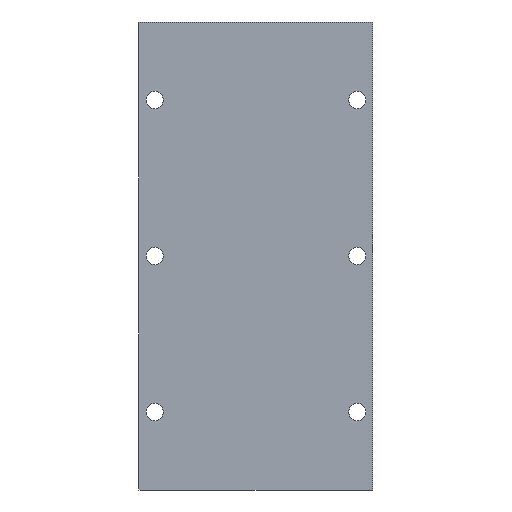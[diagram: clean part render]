
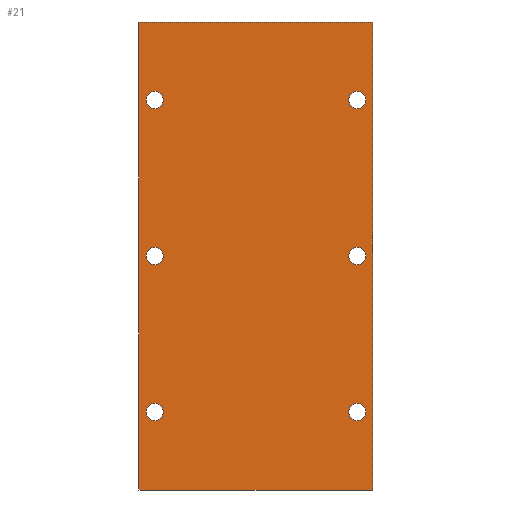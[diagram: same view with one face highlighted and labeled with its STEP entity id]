
A CAD part, front view. The second image highlights one B-rep face of the part: STEP entity #21.
In plain terms, the highlighted planar face has unit normal (0, -1, 0).
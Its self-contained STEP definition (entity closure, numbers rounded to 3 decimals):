
#21 = ADVANCED_FACE ( 'NONE', ( #2193, #1421, #2626, #2667, #1832, #599, #375 ), #1168, .F. ) ;
#39 = CARTESIAN_POINT ( 'NONE',  ( -32.5, 0., 0. ) ) ;
#69 = DIRECTION ( 'NONE',  ( 0., 0., 1. ) ) ;
#78 = DIRECTION ( 'NONE',  ( 0., 1., 0. ) ) ;
#88 = ORIENTED_EDGE ( 'NONE', *, *, #1153, .T. ) ;
#134 = DIRECTION ( 'NONE',  ( 0., 0., 1. ) ) ;
#140 = EDGE_CURVE ( 'NONE', #1703, #1291, #2289, .T. ) ;
#169 = VECTOR ( 'NONE', #481, 1000. ) ;
#183 = CARTESIAN_POINT ( 'NONE',  ( 32.5, 0., 2.75 ) ) ;
#189 = EDGE_CURVE ( 'NONE', #1553, #729, #319, .T. ) ;
#194 = EDGE_LOOP ( 'NONE', ( #880, #352 ) ) ;
#199 = EDGE_CURVE ( 'NONE', #688, #943, #2147, .T. ) ;
#227 = AXIS2_PLACEMENT_3D ( 'NONE', #2652, #993, #2387 ) ;
#275 = ORIENTED_EDGE ( 'NONE', *, *, #1535, .T. ) ;
#279 = AXIS2_PLACEMENT_3D ( 'NONE', #2429, #966, #2655 ) ;
#299 = DIRECTION ( 'NONE',  ( 0., 1., 0. ) ) ;
#300 = CIRCLE ( 'NONE', #1801, 2.75 ) ;
#319 = CIRCLE ( 'NONE', #1111, 2.75 ) ;
#352 = ORIENTED_EDGE ( 'NONE', *, *, #747, .T. ) ;
#356 = ORIENTED_EDGE ( 'NONE', *, *, #189, .T. ) ;
#375 = FACE_OUTER_BOUND ( 'NONE', #475, .T. ) ;
#430 = CIRCLE ( 'NONE', #1076, 2.75 ) ;
#448 = EDGE_CURVE ( 'NONE', #738, #2082, #1044, .T. ) ;
#475 = EDGE_LOOP ( 'NONE', ( #1298, #1123, #1310, #275 ) ) ;
#481 = DIRECTION ( 'NONE',  ( 0., 0., -1. ) ) ;
#525 = CIRCLE ( 'NONE', #653, 2.75 ) ;
#552 = CARTESIAN_POINT ( 'NONE',  ( 37.5, 0., 75. ) ) ;
#599 = FACE_BOUND ( 'NONE', #1324, .T. ) ;
#608 = CARTESIAN_POINT ( 'NONE',  ( 32.5, 0., -52.75 ) ) ;
#617 = DIRECTION ( 'NONE',  ( 0., 0., 1. ) ) ;
#631 = ORIENTED_EDGE ( 'NONE', *, *, #2123, .T. ) ;
#640 = DIRECTION ( 'NONE',  ( 0., 1., 0. ) ) ;
#648 = CARTESIAN_POINT ( 'NONE',  ( -32.5, 0., 2.75 ) ) ;
#653 = AXIS2_PLACEMENT_3D ( 'NONE', #2630, #780, #1401 ) ;
#679 = CARTESIAN_POINT ( 'NONE',  ( -37.5, 0., 75. ) ) ;
#688 = VERTEX_POINT ( 'NONE', #648 ) ;
#692 = DIRECTION ( 'NONE',  ( 0., 0., 1. ) ) ;
#715 = CARTESIAN_POINT ( 'NONE',  ( -32.5, 0., -47.25 ) ) ;
#729 = VERTEX_POINT ( 'NONE', #2500 ) ;
#738 = VERTEX_POINT ( 'NONE', #608 ) ;
#747 = EDGE_CURVE ( 'NONE', #1291, #1703, #1492, .T. ) ;
#767 = EDGE_LOOP ( 'NONE', ( #2249, #1805 ) ) ;
#780 = DIRECTION ( 'NONE',  ( 0., 1., 0. ) ) ;
#816 = LINE ( 'NONE', #2421, #939 ) ;
#846 = AXIS2_PLACEMENT_3D ( 'NONE', #1478, #2454, #2296 ) ;
#855 = ORIENTED_EDGE ( 'NONE', *, *, #2327, .T. ) ;
#869 = CARTESIAN_POINT ( 'NONE',  ( 32.5, 0., 47.25 ) ) ;
#880 = ORIENTED_EDGE ( 'NONE', *, *, #140, .T. ) ;
#926 = CARTESIAN_POINT ( 'NONE',  ( -37.5, 0., 75. ) ) ;
#939 = VECTOR ( 'NONE', #1642, 1000. ) ;
#943 = VERTEX_POINT ( 'NONE', #1255 ) ;
#955 = VECTOR ( 'NONE', #1765, 1000. ) ;
#966 = DIRECTION ( 'NONE',  ( 0., 1., 0. ) ) ;
#967 = EDGE_LOOP ( 'NONE', ( #1150, #1677 ) ) ;
#993 = DIRECTION ( 'NONE',  ( 0., 1., 0. ) ) ;
#1005 = CARTESIAN_POINT ( 'NONE',  ( -32.5, 0., 50. ) ) ;
#1044 = CIRCLE ( 'NONE', #227, 2.75 ) ;
#1051 = DIRECTION ( 'NONE',  ( 0., 1., 0. ) ) ;
#1076 = AXIS2_PLACEMENT_3D ( 'NONE', #1005, #1130, #2582 ) ;
#1101 = CARTESIAN_POINT ( 'NONE',  ( 32.5, 0., -50. ) ) ;
#1110 = AXIS2_PLACEMENT_3D ( 'NONE', #2143, #299, #134 ) ;
#1111 = AXIS2_PLACEMENT_3D ( 'NONE', #2270, #2062, #2473 ) ;
#1123 = ORIENTED_EDGE ( 'NONE', *, *, #2499, .F. ) ;
#1130 = DIRECTION ( 'NONE',  ( 0., 1., 0. ) ) ;
#1136 = ORIENTED_EDGE ( 'NONE', *, *, #2507, .T. ) ;
#1150 = ORIENTED_EDGE ( 'NONE', *, *, #199, .T. ) ;
#1153 = EDGE_CURVE ( 'NONE', #2642, #2516, #2146, .T. ) ;
#1167 = CARTESIAN_POINT ( 'NONE',  ( -32.5, 0., 52.75 ) ) ;
#1168 = PLANE ( 'NONE',  #279 ) ;
#1187 = EDGE_CURVE ( 'NONE', #2059, #1189, #1356, .T. ) ;
#1188 = LINE ( 'NONE', #552, #955 ) ;
#1189 = VERTEX_POINT ( 'NONE', #1206 ) ;
#1206 = CARTESIAN_POINT ( 'NONE',  ( 37.5, 0., 75. ) ) ;
#1222 = CARTESIAN_POINT ( 'NONE',  ( 32.5, 0., -2.75 ) ) ;
#1240 = VECTOR ( 'NONE', #2640, 1000. ) ;
#1254 = DIRECTION ( 'NONE',  ( 0., 0., 1. ) ) ;
#1255 = CARTESIAN_POINT ( 'NONE',  ( -32.5, 0., -2.75 ) ) ;
#1275 = VERTEX_POINT ( 'NONE', #2609 ) ;
#1281 = CARTESIAN_POINT ( 'NONE',  ( 32.5, 0., 0. ) ) ;
#1291 = VERTEX_POINT ( 'NONE', #1222 ) ;
#1294 = VERTEX_POINT ( 'NONE', #1167 ) ;
#1298 = ORIENTED_EDGE ( 'NONE', *, *, #1756, .T. ) ;
#1310 = ORIENTED_EDGE ( 'NONE', *, *, #1187, .F. ) ;
#1313 = LINE ( 'NONE', #679, #169 ) ;
#1317 = CARTESIAN_POINT ( 'NONE',  ( 32.5, 0., -47.25 ) ) ;
#1324 = EDGE_LOOP ( 'NONE', ( #855, #631 ) ) ;
#1356 = LINE ( 'NONE', #2242, #1240 ) ;
#1401 = DIRECTION ( 'NONE',  ( 0., 0., 1. ) ) ;
#1421 = FACE_BOUND ( 'NONE', #194, .T. ) ;
#1425 = CIRCLE ( 'NONE', #2081, 2.75 ) ;
#1478 = CARTESIAN_POINT ( 'NONE',  ( 32.5, 0., 0. ) ) ;
#1492 = CIRCLE ( 'NONE', #846, 2.75 ) ;
#1504 = AXIS2_PLACEMENT_3D ( 'NONE', #39, #640, #2299 ) ;
#1528 = VERTEX_POINT ( 'NONE', #1965 ) ;
#1535 = EDGE_CURVE ( 'NONE', #2059, #2458, #1313, .T. ) ;
#1540 = CIRCLE ( 'NONE', #2065, 2.75 ) ;
#1553 = VERTEX_POINT ( 'NONE', #715 ) ;
#1560 = EDGE_CURVE ( 'NONE', #2082, #738, #1540, .T. ) ;
#1590 = EDGE_LOOP ( 'NONE', ( #1136, #88 ) ) ;
#1642 = DIRECTION ( 'NONE',  ( 1., 0., 0. ) ) ;
#1669 = EDGE_LOOP ( 'NONE', ( #356, #1734 ) ) ;
#1675 = CIRCLE ( 'NONE', #2492, 2.75 ) ;
#1677 = ORIENTED_EDGE ( 'NONE', *, *, #1789, .T. ) ;
#1693 = AXIS2_PLACEMENT_3D ( 'NONE', #1281, #1051, #69 ) ;
#1703 = VERTEX_POINT ( 'NONE', #183 ) ;
#1734 = ORIENTED_EDGE ( 'NONE', *, *, #1945, .T. ) ;
#1741 = DIRECTION ( 'NONE',  ( 0., 1., 0. ) ) ;
#1756 = EDGE_CURVE ( 'NONE', #2458, #1275, #816, .T. ) ;
#1765 = DIRECTION ( 'NONE',  ( 0., 0., -1. ) ) ;
#1789 = EDGE_CURVE ( 'NONE', #943, #688, #300, .T. ) ;
#1801 = AXIS2_PLACEMENT_3D ( 'NONE', #2612, #2247, #617 ) ;
#1805 = ORIENTED_EDGE ( 'NONE', *, *, #448, .T. ) ;
#1832 = FACE_BOUND ( 'NONE', #967, .T. ) ;
#1877 = CARTESIAN_POINT ( 'NONE',  ( -32.5, 0., -50. ) ) ;
#1918 = DIRECTION ( 'NONE',  ( 0., 1., 0. ) ) ;
#1945 = EDGE_CURVE ( 'NONE', #729, #1553, #1675, .T. ) ;
#1965 = CARTESIAN_POINT ( 'NONE',  ( -32.5, 0., 47.25 ) ) ;
#2059 = VERTEX_POINT ( 'NONE', #926 ) ;
#2062 = DIRECTION ( 'NONE',  ( 0., 1., 0. ) ) ;
#2065 = AXIS2_PLACEMENT_3D ( 'NONE', #1101, #78, #692 ) ;
#2067 = CARTESIAN_POINT ( 'NONE',  ( 32.5, 0., 52.75 ) ) ;
#2081 = AXIS2_PLACEMENT_3D ( 'NONE', #2562, #1741, #2526 ) ;
#2082 = VERTEX_POINT ( 'NONE', #1317 ) ;
#2123 = EDGE_CURVE ( 'NONE', #1528, #1294, #430, .T. ) ;
#2143 = CARTESIAN_POINT ( 'NONE',  ( 32.5, 0., 50. ) ) ;
#2146 = CIRCLE ( 'NONE', #1110, 2.75 ) ;
#2147 = CIRCLE ( 'NONE', #1504, 2.75 ) ;
#2183 = CARTESIAN_POINT ( 'NONE',  ( -37.5, 0., -75. ) ) ;
#2193 = FACE_BOUND ( 'NONE', #1590, .T. ) ;
#2242 = CARTESIAN_POINT ( 'NONE',  ( -37.5, 0., 75. ) ) ;
#2247 = DIRECTION ( 'NONE',  ( 0., 1., 0. ) ) ;
#2249 = ORIENTED_EDGE ( 'NONE', *, *, #1560, .T. ) ;
#2270 = CARTESIAN_POINT ( 'NONE',  ( -32.5, 0., -50. ) ) ;
#2289 = CIRCLE ( 'NONE', #1693, 2.75 ) ;
#2296 = DIRECTION ( 'NONE',  ( 0., 0., 1. ) ) ;
#2299 = DIRECTION ( 'NONE',  ( 0., 0., 1. ) ) ;
#2327 = EDGE_CURVE ( 'NONE', #1294, #1528, #1425, .T. ) ;
#2387 = DIRECTION ( 'NONE',  ( 0., 0., 1. ) ) ;
#2421 = CARTESIAN_POINT ( 'NONE',  ( -37.5, 0., -75. ) ) ;
#2429 = CARTESIAN_POINT ( 'NONE',  ( -37.5, 0., 75. ) ) ;
#2454 = DIRECTION ( 'NONE',  ( 0., 1., 0. ) ) ;
#2458 = VERTEX_POINT ( 'NONE', #2183 ) ;
#2473 = DIRECTION ( 'NONE',  ( 0., 0., 1. ) ) ;
#2492 = AXIS2_PLACEMENT_3D ( 'NONE', #1877, #1918, #1254 ) ;
#2499 = EDGE_CURVE ( 'NONE', #1189, #1275, #1188, .T. ) ;
#2500 = CARTESIAN_POINT ( 'NONE',  ( -32.5, 0., -52.75 ) ) ;
#2507 = EDGE_CURVE ( 'NONE', #2516, #2642, #525, .T. ) ;
#2516 = VERTEX_POINT ( 'NONE', #2067 ) ;
#2526 = DIRECTION ( 'NONE',  ( 0., 0., 1. ) ) ;
#2562 = CARTESIAN_POINT ( 'NONE',  ( -32.5, 0., 50. ) ) ;
#2582 = DIRECTION ( 'NONE',  ( 0., 0., 1. ) ) ;
#2609 = CARTESIAN_POINT ( 'NONE',  ( 37.5, 0., -75. ) ) ;
#2612 = CARTESIAN_POINT ( 'NONE',  ( -32.5, 0., 0. ) ) ;
#2626 = FACE_BOUND ( 'NONE', #767, .T. ) ;
#2630 = CARTESIAN_POINT ( 'NONE',  ( 32.5, 0., 50. ) ) ;
#2640 = DIRECTION ( 'NONE',  ( 1., 0., 0. ) ) ;
#2642 = VERTEX_POINT ( 'NONE', #869 ) ;
#2652 = CARTESIAN_POINT ( 'NONE',  ( 32.5, 0., -50. ) ) ;
#2655 = DIRECTION ( 'NONE',  ( -1., 0., 0. ) ) ;
#2667 = FACE_BOUND ( 'NONE', #1669, .T. ) ;
